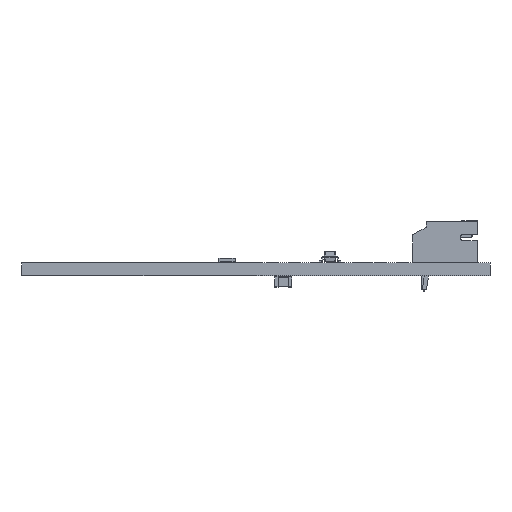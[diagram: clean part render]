
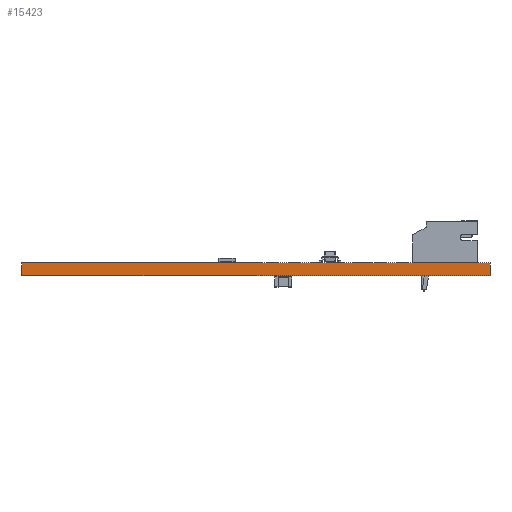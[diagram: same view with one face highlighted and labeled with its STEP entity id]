
A CAD part, front view. The second image highlights one B-rep face of the part: STEP entity #15423.
In plain terms, the highlighted planar face has unit normal (0, -1, 0).
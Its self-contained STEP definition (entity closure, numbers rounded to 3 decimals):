
#15423 = ADVANCED_FACE('',(#15424),#15458,.T.);
#15424 = FACE_BOUND('',#15425,.T.);
#15425 = EDGE_LOOP('',(#15426,#15436,#15444,#15452));
#15426 = ORIENTED_EDGE('',*,*,#15427,.T.);
#15427 = EDGE_CURVE('',#15428,#15430,#15432,.T.);
#15428 = VERTEX_POINT('',#15429);
#15429 = CARTESIAN_POINT('',(215.,-105.,0.));
#15430 = VERTEX_POINT('',#15431);
#15431 = CARTESIAN_POINT('',(215.,-105.,1.51));
#15432 = LINE('',#15433,#15434);
#15433 = CARTESIAN_POINT('',(215.,-105.,0.));
#15434 = VECTOR('',#15435,1.);
#15435 = DIRECTION('',(0.,0.,1.));
#15436 = ORIENTED_EDGE('',*,*,#15437,.T.);
#15437 = EDGE_CURVE('',#15430,#15438,#15440,.T.);
#15438 = VERTEX_POINT('',#15439);
#15439 = CARTESIAN_POINT('',(160.,-105.,1.51));
#15440 = LINE('',#15441,#15442);
#15441 = CARTESIAN_POINT('',(215.,-105.,1.51));
#15442 = VECTOR('',#15443,1.);
#15443 = DIRECTION('',(-1.,0.,0.));
#15444 = ORIENTED_EDGE('',*,*,#15445,.F.);
#15445 = EDGE_CURVE('',#15446,#15438,#15448,.T.);
#15446 = VERTEX_POINT('',#15447);
#15447 = CARTESIAN_POINT('',(160.,-105.,0.));
#15448 = LINE('',#15449,#15450);
#15449 = CARTESIAN_POINT('',(160.,-105.,0.));
#15450 = VECTOR('',#15451,1.);
#15451 = DIRECTION('',(0.,0.,1.));
#15452 = ORIENTED_EDGE('',*,*,#15453,.F.);
#15453 = EDGE_CURVE('',#15428,#15446,#15454,.T.);
#15454 = LINE('',#15455,#15456);
#15455 = CARTESIAN_POINT('',(215.,-105.,0.));
#15456 = VECTOR('',#15457,1.);
#15457 = DIRECTION('',(-1.,0.,0.));
#15458 = PLANE('',#15459);
#15459 = AXIS2_PLACEMENT_3D('',#15460,#15461,#15462);
#15460 = CARTESIAN_POINT('',(215.,-105.,0.));
#15461 = DIRECTION('',(0.,-1.,0.));
#15462 = DIRECTION('',(-1.,0.,0.));
